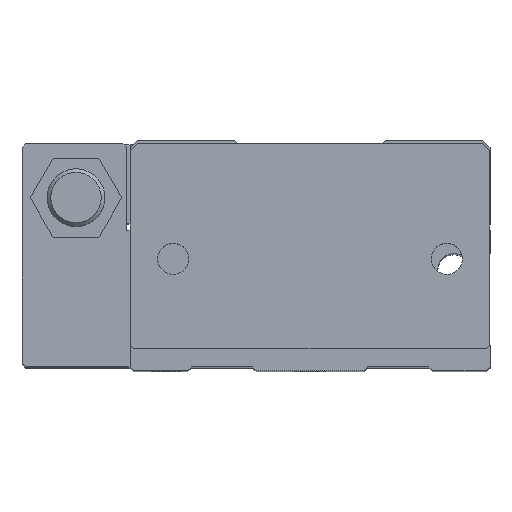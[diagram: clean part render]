
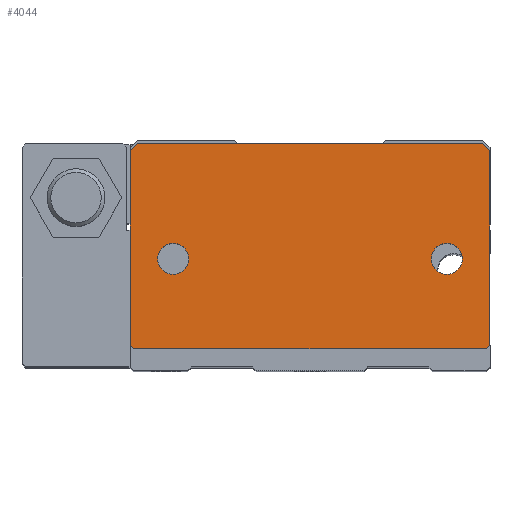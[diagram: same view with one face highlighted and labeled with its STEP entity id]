
A CAD part, top view. The second image highlights one B-rep face of the part: STEP entity #4044.
In plain terms, the highlighted planar face has unit normal (0, 0, 1).
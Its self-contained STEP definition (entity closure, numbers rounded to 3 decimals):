
#45=FACE_BOUND('',#1271,.T.);
#46=FACE_BOUND('',#1272,.T.);
#98=LINE('',#5908,#550);
#102=LINE('',#5915,#554);
#104=LINE('',#5919,#556);
#108=LINE('',#5927,#560);
#122=LINE('',#5958,#574);
#139=LINE('',#6002,#591);
#146=LINE('',#6021,#598);
#149=LINE('',#6032,#601);
#150=LINE('',#6034,#602);
#151=LINE('',#6035,#603);
#152=LINE('',#6037,#604);
#153=LINE('',#6039,#605);
#154=LINE('',#6041,#606);
#155=LINE('',#6042,#607);
#550=VECTOR('',#4708,1000.);
#554=VECTOR('',#4714,1000.);
#556=VECTOR('',#4718,1000.);
#560=VECTOR('',#4724,1000.);
#574=VECTOR('',#4752,1000.);
#591=VECTOR('',#4791,1000.);
#598=VECTOR('',#4810,1000.);
#601=VECTOR('',#4821,1000.);
#602=VECTOR('',#4822,1000.);
#603=VECTOR('',#4823,1000.);
#604=VECTOR('',#4824,1000.);
#605=VECTOR('',#4825,1000.);
#606=VECTOR('',#4826,1000.);
#607=VECTOR('',#4827,1000.);
#1044=FACE_OUTER_BOUND('',#1270,.T.);
#1270=EDGE_LOOP('',(#2789,#2790,#2791,#2792,#2793,#2794,#2795,#2796,#2797,
#2798,#2799,#2800,#2801,#2802));
#1271=EDGE_LOOP('',(#2803,#2804));
#1272=EDGE_LOOP('',(#2805,#2806));
#1513=CIRCLE('',#4311,2.15);
#1514=CIRCLE('',#4312,2.15);
#1523=CIRCLE('',#4335,2.15);
#1524=CIRCLE('',#4336,2.15);
#1673=VERTEX_POINT('',#5906);
#1674=VERTEX_POINT('',#5907);
#1675=VERTEX_POINT('',#5912);
#1676=VERTEX_POINT('',#5914);
#1677=VERTEX_POINT('',#5918);
#1679=VERTEX_POINT('',#5924);
#1680=VERTEX_POINT('',#5926);
#1681=VERTEX_POINT('',#5930);
#1682=VERTEX_POINT('',#5932);
#1712=VERTEX_POINT('',#6020);
#1713=VERTEX_POINT('',#6024);
#1714=VERTEX_POINT('',#6026);
#1715=VERTEX_POINT('',#6030);
#1716=VERTEX_POINT('',#6031);
#1717=VERTEX_POINT('',#6033);
#1718=VERTEX_POINT('',#6036);
#1719=VERTEX_POINT('',#6038);
#1720=VERTEX_POINT('',#6040);
#2082=EDGE_CURVE('',#1673,#1674,#98,.T.);
#2086=EDGE_CURVE('',#1676,#1675,#102,.T.);
#2088=EDGE_CURVE('',#1674,#1677,#104,.T.);
#2092=EDGE_CURVE('',#1679,#1680,#108,.T.);
#2095=EDGE_CURVE('',#1681,#1682,#1513,.T.);
#2096=EDGE_CURVE('',#1682,#1681,#1514,.T.);
#2108=EDGE_CURVE('',#1675,#1673,#122,.T.);
#2131=EDGE_CURVE('',#1680,#1677,#139,.T.);
#2140=EDGE_CURVE('',#1676,#1712,#146,.T.);
#2143=EDGE_CURVE('',#1713,#1714,#1523,.T.);
#2144=EDGE_CURVE('',#1714,#1713,#1524,.T.);
#2145=EDGE_CURVE('',#1715,#1716,#149,.T.);
#2146=EDGE_CURVE('',#1716,#1717,#150,.T.);
#2147=EDGE_CURVE('',#1712,#1717,#151,.T.);
#2148=EDGE_CURVE('',#1679,#1718,#152,.T.);
#2149=EDGE_CURVE('',#1718,#1719,#153,.T.);
#2150=EDGE_CURVE('',#1720,#1719,#154,.T.);
#2151=EDGE_CURVE('',#1715,#1720,#155,.T.);
#2789=ORIENTED_EDGE('',*,*,#2145,.T.);
#2790=ORIENTED_EDGE('',*,*,#2146,.T.);
#2791=ORIENTED_EDGE('',*,*,#2147,.F.);
#2792=ORIENTED_EDGE('',*,*,#2140,.F.);
#2793=ORIENTED_EDGE('',*,*,#2086,.T.);
#2794=ORIENTED_EDGE('',*,*,#2108,.T.);
#2795=ORIENTED_EDGE('',*,*,#2082,.T.);
#2796=ORIENTED_EDGE('',*,*,#2088,.T.);
#2797=ORIENTED_EDGE('',*,*,#2131,.F.);
#2798=ORIENTED_EDGE('',*,*,#2092,.F.);
#2799=ORIENTED_EDGE('',*,*,#2148,.T.);
#2800=ORIENTED_EDGE('',*,*,#2149,.T.);
#2801=ORIENTED_EDGE('',*,*,#2150,.F.);
#2802=ORIENTED_EDGE('',*,*,#2151,.F.);
#2803=ORIENTED_EDGE('',*,*,#2144,.F.);
#2804=ORIENTED_EDGE('',*,*,#2143,.F.);
#2805=ORIENTED_EDGE('',*,*,#2096,.F.);
#2806=ORIENTED_EDGE('',*,*,#2095,.F.);
#3867=PLANE('',#4337);
#4044=ADVANCED_FACE('',(#1044,#45,#46),#3867,.T.);
#4311=AXIS2_PLACEMENT_3D('',#5933,#4729,#4730);
#4312=AXIS2_PLACEMENT_3D('',#5934,#4731,#4732);
#4335=AXIS2_PLACEMENT_3D('',#6027,#4815,#4816);
#4336=AXIS2_PLACEMENT_3D('',#6028,#4817,#4818);
#4337=AXIS2_PLACEMENT_3D('',#6029,#4819,#4820);
#4708=DIRECTION('',(1.,0.,0.));
#4714=DIRECTION('',(-1.,0.,0.));
#4718=DIRECTION('',(0.707,0.707,0.));
#4724=DIRECTION('',(0.,-1.,0.));
#4729=DIRECTION('center_axis',(0.,0.,1.));
#4730=DIRECTION('ref_axis',(1.,0.,0.));
#4731=DIRECTION('center_axis',(0.,0.,1.));
#4732=DIRECTION('ref_axis',(1.,0.,0.));
#4752=DIRECTION('',(0.707,-0.707,0.));
#4791=DIRECTION('',(1.,0.,0.));
#4810=DIRECTION('',(0.,1.,0.));
#4815=DIRECTION('center_axis',(0.,0.,1.));
#4816=DIRECTION('ref_axis',(1.,0.,0.));
#4817=DIRECTION('center_axis',(0.,0.,1.));
#4818=DIRECTION('ref_axis',(1.,0.,0.));
#4819=DIRECTION('center_axis',(0.,0.,1.));
#4820=DIRECTION('ref_axis',(1.,0.,0.));
#4821=DIRECTION('',(0.,1.,0.));
#4822=DIRECTION('',(-0.707,-0.707,0.));
#4823=DIRECTION('',(-1.,0.,0.));
#4824=DIRECTION('',(1.,0.,0.));
#4825=DIRECTION('',(-0.707,0.707,0.));
#4826=DIRECTION('',(0.,1.,0.));
#4827=DIRECTION('',(1.,0.,0.));
#5906=CARTESIAN_POINT('',(-24.5,0.,0.));
#5907=CARTESIAN_POINT('',(24.5,0.,0.));
#5908=CARTESIAN_POINT('',(24.5,0.,0.));
#5912=CARTESIAN_POINT('',(-25.,0.5,0.));
#5914=CARTESIAN_POINT('',(-24.999,0.5,0.));
#5915=CARTESIAN_POINT('',(-24.999,0.5,0.));
#5918=CARTESIAN_POINT('',(25.,0.5,0.));
#5919=CARTESIAN_POINT('',(24.5,0.,0.));
#5924=CARTESIAN_POINT('',(24.999,27.5,0.));
#5926=CARTESIAN_POINT('',(24.999,0.5,0.));
#5927=CARTESIAN_POINT('',(24.999,27.5,0.));
#5930=CARTESIAN_POINT('',(16.85,12.5,0.));
#5932=CARTESIAN_POINT('',(21.15,12.5,0.));
#5933=CARTESIAN_POINT('Origin',(19.,12.5,0.));
#5934=CARTESIAN_POINT('Origin',(19.,12.5,0.));
#5958=CARTESIAN_POINT('',(-25.,0.5,0.));
#6002=CARTESIAN_POINT('',(24.999,0.5,0.));
#6020=CARTESIAN_POINT('',(-24.999,27.5,0.));
#6021=CARTESIAN_POINT('',(-24.999,27.5,0.));
#6024=CARTESIAN_POINT('',(-21.15,12.5,0.));
#6026=CARTESIAN_POINT('',(-16.85,12.5,0.));
#6027=CARTESIAN_POINT('Origin',(-19.,12.5,0.));
#6028=CARTESIAN_POINT('Origin',(-19.,12.5,0.));
#6029=CARTESIAN_POINT('Origin',(38.5,14.,0.));
#6030=CARTESIAN_POINT('',(-24.,28.499,0.));
#6031=CARTESIAN_POINT('',(-24.,28.5,0.));
#6032=CARTESIAN_POINT('',(-24.,28.499,0.));
#6033=CARTESIAN_POINT('',(-25.,27.5,0.));
#6034=CARTESIAN_POINT('',(-24.,28.5,0.));
#6035=CARTESIAN_POINT('',(-24.999,27.5,0.));
#6036=CARTESIAN_POINT('',(25.,27.5,0.));
#6037=CARTESIAN_POINT('',(24.999,27.5,0.));
#6038=CARTESIAN_POINT('',(24.,28.5,0.));
#6039=CARTESIAN_POINT('',(25.,27.5,0.));
#6040=CARTESIAN_POINT('',(24.,28.499,0.));
#6041=CARTESIAN_POINT('',(24.,28.499,0.));
#6042=CARTESIAN_POINT('',(-24.,28.499,0.));
